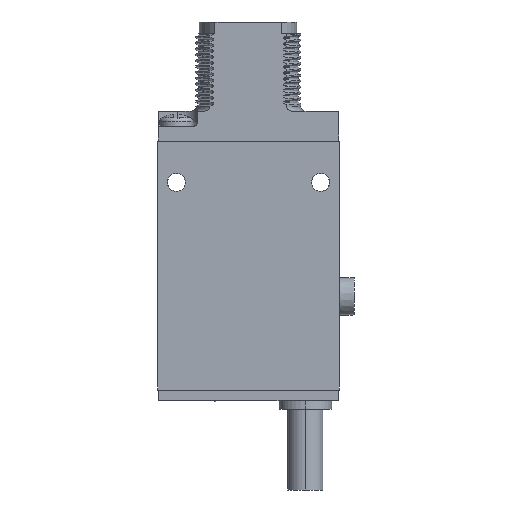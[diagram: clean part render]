
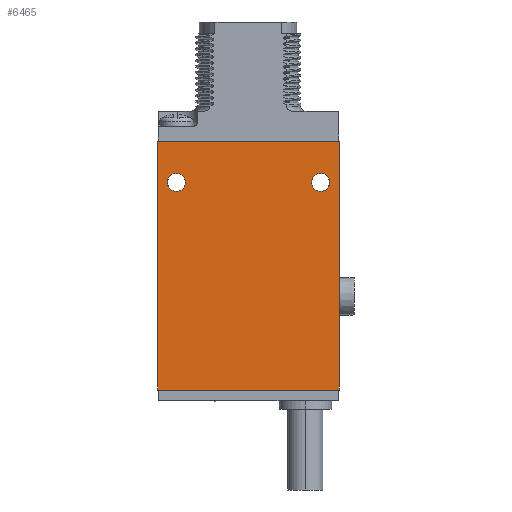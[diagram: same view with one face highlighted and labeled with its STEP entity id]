
A CAD part, left-side view. The second image highlights one B-rep face of the part: STEP entity #6465.
In plain terms, the highlighted planar face has unit normal (-1, 0, 0).
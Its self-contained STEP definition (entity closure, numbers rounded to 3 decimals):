
#1=DIRECTION('',(0.,-1.,0.));
#2=VECTOR('',#1,0.127);
#3=CARTESIAN_POINT('',(-6.02,-15.24,0.));
#4=LINE('',#3,#2);
#5=DIRECTION('',(0.,0.,-1.));
#6=VECTOR('',#5,42.164);
#7=CARTESIAN_POINT('',(-6.02,-15.367,0.));
#8=LINE('',#7,#6);
#9=DIRECTION('',(0.,1.,0.));
#10=VECTOR('',#9,30.785);
#11=CARTESIAN_POINT('',(-6.02,-15.367,-42.164));
#12=LINE('',#11,#10);
#13=DIRECTION('',(0.,0.,1.));
#14=VECTOR('',#13,42.164);
#15=CARTESIAN_POINT('',(-6.02,15.418,-42.164));
#16=LINE('',#15,#14);
#17=DIRECTION('',(0.,-1.,0.));
#18=VECTOR('',#17,0.076);
#19=CARTESIAN_POINT('',(-6.02,15.418,0.));
#20=LINE('',#19,#18);
#21=DIRECTION('',(0.,1.,0.));
#22=VECTOR('',#21,30.582);
#23=CARTESIAN_POINT('',(-6.02,-15.24,0.));
#24=LINE('',#23,#22);
#25=CARTESIAN_POINT('',(-6.02,12.243,-6.985));
#26=DIRECTION('',(1.,0.,0.));
#27=DIRECTION('',(0.,0.,-1.));
#28=AXIS2_PLACEMENT_3D('',#25,#26,#27);
#30=CARTESIAN_POINT('',(-6.02,12.243,-6.985));
#31=DIRECTION('',(1.,0.,0.));
#32=DIRECTION('',(0.,0.,1.));
#33=AXIS2_PLACEMENT_3D('',#30,#31,#32);
#35=CARTESIAN_POINT('',(-6.02,-12.192,-6.985));
#36=DIRECTION('',(1.,0.,0.));
#37=DIRECTION('',(0.,0.,-1.));
#38=AXIS2_PLACEMENT_3D('',#35,#36,#37);
#40=CARTESIAN_POINT('',(-6.02,-12.192,-6.985));
#41=DIRECTION('',(1.,0.,0.));
#42=DIRECTION('',(0.,0.,1.));
#43=AXIS2_PLACEMENT_3D('',#40,#41,#42);
#5733=CARTESIAN_POINT('',(-6.02,-15.367,0.));
#5734=CARTESIAN_POINT('',(-6.02,-15.367,-42.164));
#5735=VERTEX_POINT('',#5733);
#5736=VERTEX_POINT('',#5734);
#5737=CARTESIAN_POINT('',(-6.02,15.418,-42.164));
#5738=VERTEX_POINT('',#5737);
#5739=CARTESIAN_POINT('',(-6.02,15.418,0.));
#5740=VERTEX_POINT('',#5739);
#5749=CARTESIAN_POINT('',(-6.02,12.243,-8.535));
#5750=CARTESIAN_POINT('',(-6.02,12.243,-5.435));
#5751=VERTEX_POINT('',#5749);
#5752=VERTEX_POINT('',#5750);
#5753=CARTESIAN_POINT('',(-6.02,-12.192,-8.535));
#5754=CARTESIAN_POINT('',(-6.02,-12.192,-5.435));
#5755=VERTEX_POINT('',#5753);
#5756=VERTEX_POINT('',#5754);
#6210=CARTESIAN_POINT('',(-6.02,-15.24,0.));
#6211=CARTESIAN_POINT('',(-6.02,15.342,0.));
#6212=VERTEX_POINT('',#6210);
#6213=VERTEX_POINT('',#6211);
#6434=CARTESIAN_POINT('',(-6.02,-15.367,0.));
#6435=DIRECTION('',(1.,0.,0.));
#6436=DIRECTION('',(0.,0.,-1.));
#6437=AXIS2_PLACEMENT_3D('',#6434,#6435,#6436);
#6438=PLANE('',#6437);
#6440=ORIENTED_EDGE('',*,*,#6439,.T.);
#6442=ORIENTED_EDGE('',*,*,#6441,.T.);
#6444=ORIENTED_EDGE('',*,*,#6443,.T.);
#6446=ORIENTED_EDGE('',*,*,#6445,.T.);
#6448=ORIENTED_EDGE('',*,*,#6447,.T.);
#6450=ORIENTED_EDGE('',*,*,#6449,.F.);
#6451=EDGE_LOOP('',(#6440,#6442,#6444,#6446,#6448,#6450));
#6452=FACE_OUTER_BOUND('',#6451,.F.);
#6454=ORIENTED_EDGE('',*,*,#6453,.F.);
#6456=ORIENTED_EDGE('',*,*,#6455,.F.);
#6457=EDGE_LOOP('',(#6454,#6456));
#6458=FACE_BOUND('',#6457,.F.);
#6460=ORIENTED_EDGE('',*,*,#6459,.F.);
#6462=ORIENTED_EDGE('',*,*,#6461,.F.);
#6463=EDGE_LOOP('',(#6460,#6462));
#6464=FACE_BOUND('',#6463,.F.);
#6465=ADVANCED_FACE('',(#6452,#6458,#6464),#6438,.F.);
#29=CIRCLE('',#28,1.55);
#34=CIRCLE('',#33,1.55);
#39=CIRCLE('',#38,1.55);
#44=CIRCLE('',#43,1.55);
#6439=EDGE_CURVE('',#6212,#5735,#4,.T.);
#6441=EDGE_CURVE('',#5735,#5736,#8,.T.);
#6443=EDGE_CURVE('',#5736,#5738,#12,.T.);
#6445=EDGE_CURVE('',#5738,#5740,#16,.T.);
#6447=EDGE_CURVE('',#5740,#6213,#20,.T.);
#6449=EDGE_CURVE('',#6212,#6213,#24,.T.);
#6453=EDGE_CURVE('',#5751,#5752,#29,.T.);
#6455=EDGE_CURVE('',#5752,#5751,#34,.T.);
#6459=EDGE_CURVE('',#5755,#5756,#39,.T.);
#6461=EDGE_CURVE('',#5756,#5755,#44,.T.);
